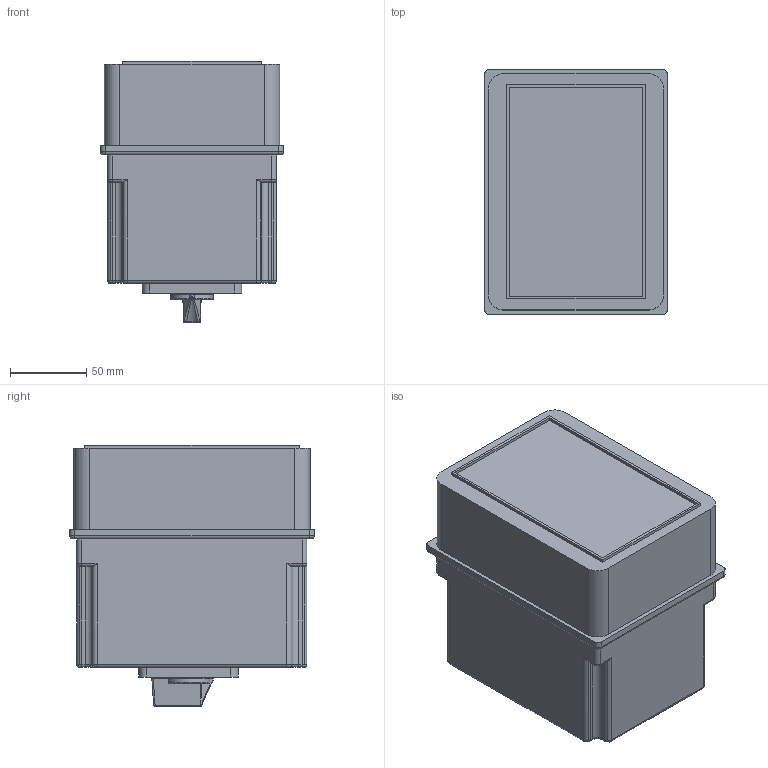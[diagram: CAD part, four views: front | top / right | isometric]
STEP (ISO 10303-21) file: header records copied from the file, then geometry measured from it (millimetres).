
FILE_DESCRIPTION((''),'2;1');
FILE_NAME('PN2BS_32-40-63_ASM','2021-12-07T',('marketing.praksa'),('Audax d.o.o.'),'CREO PARAMETRIC BY PTC INC, 2017480','CREO PARAMETRIC BY PTC INC, 2017480','');
FILE_SCHEMA(('AUTOMOTIVE_DESIGN { 1 0 10303 214 1 1 1 1 }'));
Length unit declared in the file: millimetre
Products named in the file (6): GOREN_KAPAK_PN2-1-SOLID1; G10_KOMPLET-1_PLOCA_MALA4848_PR; G10_KOMPLET-1_S_-000000_-RACKA_; KAPAK_DOLEN_DEL_OD_PN2-1-SOLID1; PRT9563; PN2BS_32-40-63_ASM
Assembly tree (5 placements, depth 2):
  PN2BS_32-40-63_ASM
    GOREN_KAPAK_PN2-1-SOLID1
    G10_KOMPLET-1_PLOCA_MALA4848_PR
    G10_KOMPLET-1_S_-000000_-RACKA_
    KAPAK_DOLEN_DEL_OD_PN2-1-SOLID1
    PRT9563
Bounding box: 119.6 x 160 x 170.8 mm (x, y, z)
Volume: 251960.7 mm3; surface area: 241200.8 mm2
Topology: 7 solids, 7 shells, 660 faces, 1834 edges, 1217 vertices
Faces by surface type: plane 319, cylinder 289, bspline 25, cone 14, torus 11, sphere 2
Entity records: 37220 total; most frequent: CARTESIAN_POINT 9284, ORIENTED_EDGE 3666, DIRECTION 3663, PRESENTATION_STYLE_ASSIGNMENT 2500, STYLED_ITEM 2500, CURVE_STYLE 1833, EDGE_CURVE 1833, AXIS2_PLACEMENT_3D 1304
